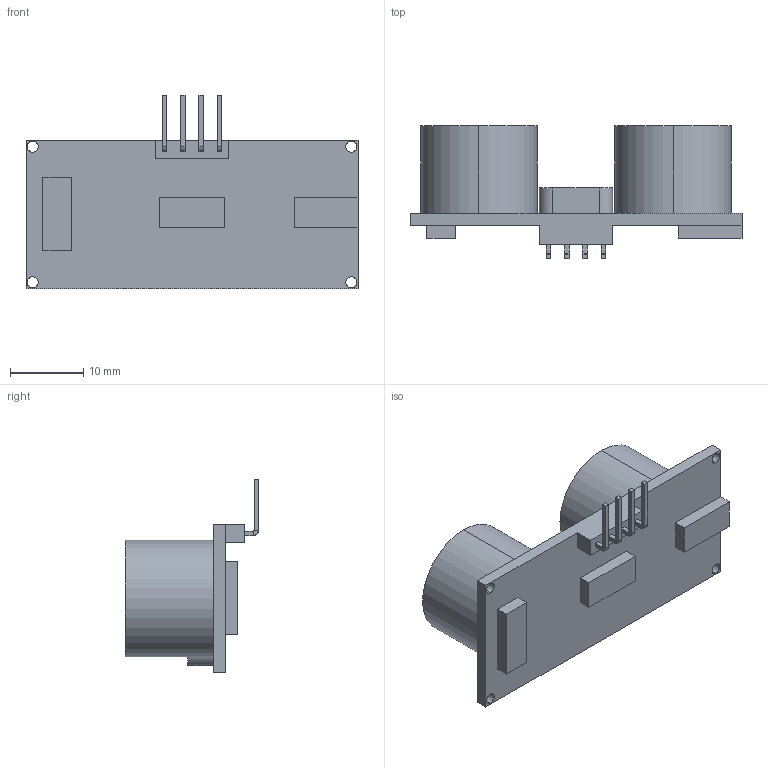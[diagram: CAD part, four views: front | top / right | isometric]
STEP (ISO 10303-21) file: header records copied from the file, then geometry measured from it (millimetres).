
FILE_DESCRIPTION (( 'STEP AP214' ), '1' );
FILE_NAME ('B2.STEP', '2021-05-14T19:27:40', ( '' ), ( '' ), 'SwSTEP 2.0', 'SolidWorks 2020', '' );
FILE_SCHEMA (( 'AUTOMOTIVE_DESIGN' ));
Length unit declared in the file: millimetre
Products named in the file (1): B2
Bounding box: 45.3 x 18.15 x 26.45 mm (x, y, z)
Volume: 6654 mm3; surface area: 3640.6 mm2
Topology: 1 solids, 1 shells, 95 faces, 220 edges, 136 vertices
Faces by surface type: plane 73, cylinder 22
Entity records: 2692 total; most frequent: DIRECTION 456, CARTESIAN_POINT 452, ORIENTED_EDGE 440, EDGE_CURVE 220, LINE 176, VECTOR 176, AXIS2_PLACEMENT_3D 140, VERTEX_POINT 136
